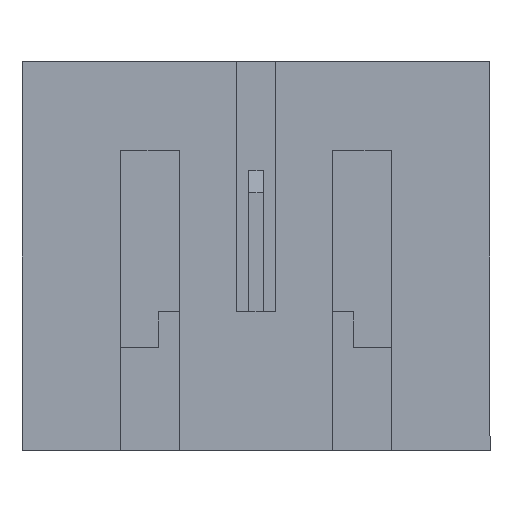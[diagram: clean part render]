
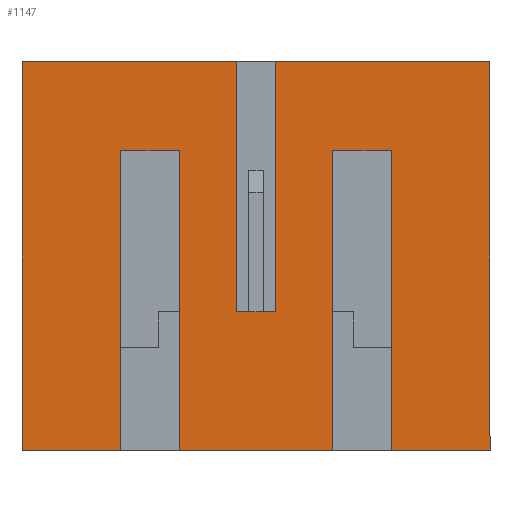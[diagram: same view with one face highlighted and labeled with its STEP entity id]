
A CAD part, front view. The second image highlights one B-rep face of the part: STEP entity #1147.
In plain terms, the highlighted planar face has unit normal (0, -1, 0).
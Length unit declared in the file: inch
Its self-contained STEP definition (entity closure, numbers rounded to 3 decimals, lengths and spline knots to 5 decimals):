
#17 = CARTESIAN_POINT ( 'NONE',  ( -0.1565, -0.09843, 0. ) ) ;
#48 = ORIENTED_EDGE ( 'NONE', *, *, #782, .F. ) ;
#73 = DIRECTION ( 'NONE',  ( 0., 1., 0. ) ) ;
#119 = DIRECTION ( 'NONE',  ( -1., 0., 0. ) ) ;
#131 = EDGE_CURVE ( 'NONE', #3732, #2528, #571, .T. ) ;
#159 = CARTESIAN_POINT ( 'NONE',  ( 0.1565, -0.09843, 0.25984 ) ) ;
#185 = DIRECTION ( 'NONE',  ( -1., 0., 0. ) ) ;
#195 = VECTOR ( 'NONE', #4165, 39.37008 ) ;
#271 = DIRECTION ( 'NONE',  ( 0., 0., -1. ) ) ;
#284 = ORIENTED_EDGE ( 'NONE', *, *, #1560, .F. ) ;
#287 = ORIENTED_EDGE ( 'NONE', *, *, #2463, .T. ) ;
#299 = CARTESIAN_POINT ( 'NONE',  ( 0.1565, -0.09843, 0.25984 ) ) ;
#330 = DIRECTION ( 'NONE',  ( 0., 0., 1. ) ) ;
#538 = ORIENTED_EDGE ( 'NONE', *, *, #2435, .F. ) ;
#548 = LINE ( 'NONE', #4169, #2018 ) ;
#568 = EDGE_CURVE ( 'NONE', #2528, #4288, #2970, .T. ) ;
#571 = LINE ( 'NONE', #2605, #4278 ) ;
#654 = VECTOR ( 'NONE', #2662, 39.37008 ) ;
#667 = CARTESIAN_POINT ( 'NONE',  ( 0.09055, -0.09843, 0.20079 ) ) ;
#709 = CARTESIAN_POINT ( 'NONE',  ( 0.0128, -0.09843, 0.25984 ) ) ;
#710 = VERTEX_POINT ( 'NONE', #4048 ) ;
#711 = ORIENTED_EDGE ( 'NONE', *, *, #4060, .F. ) ;
#767 = ORIENTED_EDGE ( 'NONE', *, *, #3957, .F. ) ;
#782 = EDGE_CURVE ( 'NONE', #2193, #1502, #2232, .T. ) ;
#868 = DIRECTION ( 'NONE',  ( 0., 0., 1. ) ) ;
#871 = CARTESIAN_POINT ( 'NONE',  ( -0.05118, -0.09843, 0. ) ) ;
#881 = LINE ( 'NONE', #2198, #1532 ) ;
#889 = VERTEX_POINT ( 'NONE', #1887 ) ;
#914 = VERTEX_POINT ( 'NONE', #871 ) ;
#928 = DIRECTION ( 'NONE',  ( 0., 0., -1. ) ) ;
#934 = VERTEX_POINT ( 'NONE', #667 ) ;
#1020 = VECTOR ( 'NONE', #271, 39.37008 ) ;
#1136 = CARTESIAN_POINT ( 'NONE',  ( 0.1565, -0.09843, 0.20079 ) ) ;
#1140 = EDGE_LOOP ( 'NONE', ( #538, #3070, #1471, #2633, #287, #48, #1693, #2598, #3065, #2370, #767, #3451, #2142, #711, #284, #2227 ) ) ;
#1147 = ADVANCED_FACE ( 'NONE', ( #2007 ), #4037, .F. ) ;
#1245 = DIRECTION ( 'NONE',  ( 1., 0., 0. ) ) ;
#1260 = DIRECTION ( 'NONE',  ( 1., 0., 0. ) ) ;
#1275 = VECTOR ( 'NONE', #2002, 39.37008 ) ;
#1313 = LINE ( 'NONE', #1378, #2917 ) ;
#1324 = VERTEX_POINT ( 'NONE', #299 ) ;
#1353 = CARTESIAN_POINT ( 'NONE',  ( 0.09055, -0.09843, 0. ) ) ;
#1378 = CARTESIAN_POINT ( 'NONE',  ( 0.09055, -0.09843, 0.25984 ) ) ;
#1395 = CARTESIAN_POINT ( 'NONE',  ( 0.05118, -0.09843, 0.25984 ) ) ;
#1419 = DIRECTION ( 'NONE',  ( -1., 0., 0. ) ) ;
#1471 = ORIENTED_EDGE ( 'NONE', *, *, #568, .F. ) ;
#1502 = VERTEX_POINT ( 'NONE', #2415 ) ;
#1532 = VECTOR ( 'NONE', #3197, 39.37008 ) ;
#1540 = VERTEX_POINT ( 'NONE', #2451 ) ;
#1560 = EDGE_CURVE ( 'NONE', #2791, #1324, #2083, .T. ) ;
#1574 = CARTESIAN_POINT ( 'NONE',  ( 0.1565, -0.09843, 0.09252 ) ) ;
#1627 = VECTOR ( 'NONE', #185, 39.37008 ) ;
#1693 = ORIENTED_EDGE ( 'NONE', *, *, #4039, .F. ) ;
#1698 = CARTESIAN_POINT ( 'NONE',  ( -0.05118, -0.09843, 0.25984 ) ) ;
#1735 = VECTOR ( 'NONE', #1245, 39.37008 ) ;
#1744 = CARTESIAN_POINT ( 'NONE',  ( 0.1565, -0.09843, 0.25984 ) ) ;
#1887 = CARTESIAN_POINT ( 'NONE',  ( -0.0128, -0.09843, 0.09252 ) ) ;
#1893 = LINE ( 'NONE', #3216, #1627 ) ;
#2002 = DIRECTION ( 'NONE',  ( 0., 0., -1. ) ) ;
#2007 = FACE_OUTER_BOUND ( 'NONE', #1140, .T. ) ;
#2018 = VECTOR ( 'NONE', #928, 39.37008 ) ;
#2024 = VERTEX_POINT ( 'NONE', #4146 ) ;
#2031 = VECTOR ( 'NONE', #2125, 39.37008 ) ;
#2070 = LINE ( 'NONE', #1136, #2178 ) ;
#2083 = LINE ( 'NONE', #159, #2136 ) ;
#2125 = DIRECTION ( 'NONE',  ( 0., 0., -1. ) ) ;
#2136 = VECTOR ( 'NONE', #2476, 39.37008 ) ;
#2142 = ORIENTED_EDGE ( 'NONE', *, *, #4253, .F. ) ;
#2154 = LINE ( 'NONE', #1574, #1735 ) ;
#2178 = VECTOR ( 'NONE', #119, 39.37008 ) ;
#2193 = VERTEX_POINT ( 'NONE', #4235 ) ;
#2198 = CARTESIAN_POINT ( 'NONE',  ( 0.0128, -0.09843, 0.25984 ) ) ;
#2211 = CARTESIAN_POINT ( 'NONE',  ( -0.09055, -0.09843, 0.25984 ) ) ;
#2219 = EDGE_CURVE ( 'NONE', #710, #2791, #881, .T. ) ;
#2227 = ORIENTED_EDGE ( 'NONE', *, *, #2219, .F. ) ;
#2232 = LINE ( 'NONE', #2211, #1020 ) ;
#2283 = VECTOR ( 'NONE', #868, 39.37008 ) ;
#2370 = ORIENTED_EDGE ( 'NONE', *, *, #3511, .F. ) ;
#2415 = CARTESIAN_POINT ( 'NONE',  ( -0.09055, -0.09843, 0. ) ) ;
#2435 = EDGE_CURVE ( 'NONE', #889, #710, #2154, .T. ) ;
#2451 = CARTESIAN_POINT ( 'NONE',  ( 0.05118, -0.09843, 0.20079 ) ) ;
#2463 = EDGE_CURVE ( 'NONE', #3732, #1502, #3866, .T. ) ;
#2476 = DIRECTION ( 'NONE',  ( 1., 0., 0. ) ) ;
#2513 = CARTESIAN_POINT ( 'NONE',  ( -0.05118, -0.09843, 0.20079 ) ) ;
#2528 = VERTEX_POINT ( 'NONE', #3390 ) ;
#2598 = ORIENTED_EDGE ( 'NONE', *, *, #2603, .F. ) ;
#2602 = CARTESIAN_POINT ( 'NONE',  ( 0.1565, -0.09843, 0.25984 ) ) ;
#2603 = EDGE_CURVE ( 'NONE', #914, #2993, #3833, .T. ) ;
#2605 = CARTESIAN_POINT ( 'NONE',  ( -0.1565, -0.09843, 0.25984 ) ) ;
#2623 = DIRECTION ( 'NONE',  ( 1., 0., 0. ) ) ;
#2633 = ORIENTED_EDGE ( 'NONE', *, *, #131, .F. ) ;
#2662 = DIRECTION ( 'NONE',  ( -1., 0., 0. ) ) ;
#2667 = LINE ( 'NONE', #2602, #1275 ) ;
#2684 = AXIS2_PLACEMENT_3D ( 'NONE', #1744, #73, #1419 ) ;
#2702 = CARTESIAN_POINT ( 'NONE',  ( 0.1565, -0.09843, 0.25984 ) ) ;
#2714 = VECTOR ( 'NONE', #1260, 39.37008 ) ;
#2791 = VERTEX_POINT ( 'NONE', #709 ) ;
#2844 = CARTESIAN_POINT ( 'NONE',  ( 0.1565, -0.09843, 0. ) ) ;
#2917 = VECTOR ( 'NONE', #330, 39.37008 ) ;
#2947 = VERTEX_POINT ( 'NONE', #3220 ) ;
#2968 = CARTESIAN_POINT ( 'NONE',  ( -0.0128, -0.09843, 0.25984 ) ) ;
#2970 = LINE ( 'NONE', #2702, #3023 ) ;
#2980 = EDGE_CURVE ( 'NONE', #4288, #889, #548, .T. ) ;
#2993 = VERTEX_POINT ( 'NONE', #2513 ) ;
#3023 = VECTOR ( 'NONE', #2623, 39.37008 ) ;
#3065 = ORIENTED_EDGE ( 'NONE', *, *, #3640, .T. ) ;
#3070 = ORIENTED_EDGE ( 'NONE', *, *, #2980, .F. ) ;
#3105 = EDGE_CURVE ( 'NONE', #4106, #934, #1313, .T. ) ;
#3163 = LINE ( 'NONE', #3316, #2714 ) ;
#3197 = DIRECTION ( 'NONE',  ( 0., 0., 1. ) ) ;
#3216 = CARTESIAN_POINT ( 'NONE',  ( 0.1565, -0.09843, 0.20079 ) ) ;
#3220 = CARTESIAN_POINT ( 'NONE',  ( 0.05118, -0.09843, 0. ) ) ;
#3316 = CARTESIAN_POINT ( 'NONE',  ( 0.1565, -0.09843, 0. ) ) ;
#3317 = CARTESIAN_POINT ( 'NONE',  ( 0.1565, -0.09843, 0. ) ) ;
#3340 = LINE ( 'NONE', #3317, #654 ) ;
#3370 = LINE ( 'NONE', #1395, #2031 ) ;
#3390 = CARTESIAN_POINT ( 'NONE',  ( -0.1565, -0.09843, 0.25984 ) ) ;
#3451 = ORIENTED_EDGE ( 'NONE', *, *, #3105, .F. ) ;
#3511 = EDGE_CURVE ( 'NONE', #1540, #2947, #3370, .T. ) ;
#3547 = DIRECTION ( 'NONE',  ( 0., 0., 1. ) ) ;
#3640 = EDGE_CURVE ( 'NONE', #914, #2947, #3163, .T. ) ;
#3732 = VERTEX_POINT ( 'NONE', #17 ) ;
#3833 = LINE ( 'NONE', #1698, #2283 ) ;
#3866 = LINE ( 'NONE', #2844, #195 ) ;
#3957 = EDGE_CURVE ( 'NONE', #934, #1540, #2070, .T. ) ;
#4037 = PLANE ( 'NONE',  #2684 ) ;
#4039 = EDGE_CURVE ( 'NONE', #2993, #2193, #1893, .T. ) ;
#4048 = CARTESIAN_POINT ( 'NONE',  ( 0.0128, -0.09843, 0.09252 ) ) ;
#4060 = EDGE_CURVE ( 'NONE', #1324, #2024, #2667, .T. ) ;
#4106 = VERTEX_POINT ( 'NONE', #1353 ) ;
#4146 = CARTESIAN_POINT ( 'NONE',  ( 0.1565, -0.09843, 0. ) ) ;
#4165 = DIRECTION ( 'NONE',  ( 1., 0., 0. ) ) ;
#4169 = CARTESIAN_POINT ( 'NONE',  ( -0.0128, -0.09843, 0.25984 ) ) ;
#4235 = CARTESIAN_POINT ( 'NONE',  ( -0.09055, -0.09843, 0.20079 ) ) ;
#4253 = EDGE_CURVE ( 'NONE', #2024, #4106, #3340, .T. ) ;
#4278 = VECTOR ( 'NONE', #3547, 39.37008 ) ;
#4288 = VERTEX_POINT ( 'NONE', #2968 ) ;
